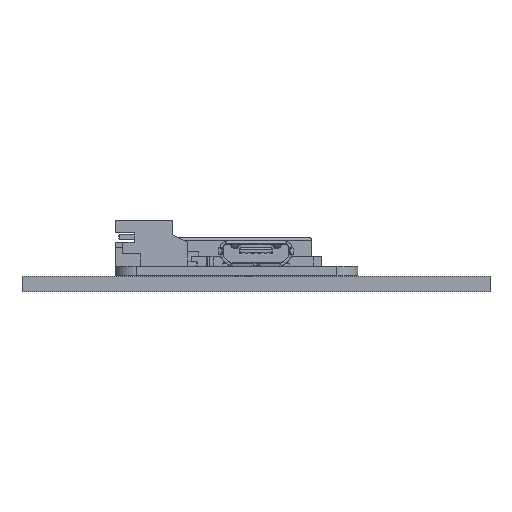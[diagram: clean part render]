
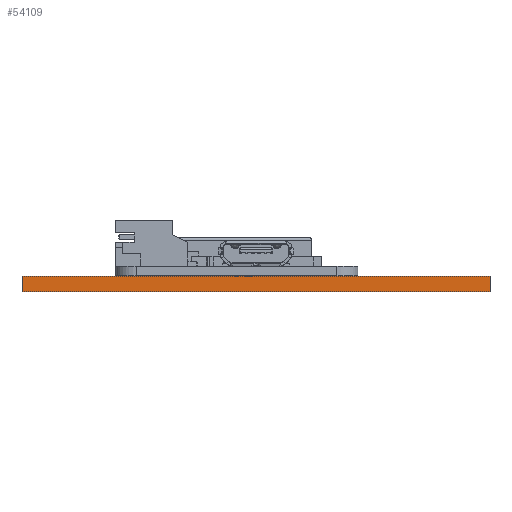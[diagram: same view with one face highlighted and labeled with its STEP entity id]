
A CAD part, front view. The second image highlights one B-rep face of the part: STEP entity #54109.
In plain terms, the highlighted planar face has unit normal (0, -1, 0).
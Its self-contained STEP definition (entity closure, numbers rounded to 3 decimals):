
#54109 = ADVANCED_FACE('',(#54110),#54144,.T.);
#54110 = FACE_BOUND('',#54111,.T.);
#54111 = EDGE_LOOP('',(#54112,#54122,#54130,#54138));
#54112 = ORIENTED_EDGE('',*,*,#54113,.T.);
#54113 = EDGE_CURVE('',#54114,#54116,#54118,.T.);
#54114 = VERTEX_POINT('',#54115);
#54115 = CARTESIAN_POINT('',(178.5,-121.,0.));
#54116 = VERTEX_POINT('',#54117);
#54117 = CARTESIAN_POINT('',(178.5,-121.,1.6));
#54118 = LINE('',#54119,#54120);
#54119 = CARTESIAN_POINT('',(178.5,-121.,0.));
#54120 = VECTOR('',#54121,1.);
#54121 = DIRECTION('',(0.,0.,1.));
#54122 = ORIENTED_EDGE('',*,*,#54123,.T.);
#54123 = EDGE_CURVE('',#54116,#54124,#54126,.T.);
#54124 = VERTEX_POINT('',#54125);
#54125 = CARTESIAN_POINT('',(129.5,-121.,1.6));
#54126 = LINE('',#54127,#54128);
#54127 = CARTESIAN_POINT('',(178.5,-121.,1.6));
#54128 = VECTOR('',#54129,1.);
#54129 = DIRECTION('',(-1.,0.,0.));
#54130 = ORIENTED_EDGE('',*,*,#54131,.F.);
#54131 = EDGE_CURVE('',#54132,#54124,#54134,.T.);
#54132 = VERTEX_POINT('',#54133);
#54133 = CARTESIAN_POINT('',(129.5,-121.,0.));
#54134 = LINE('',#54135,#54136);
#54135 = CARTESIAN_POINT('',(129.5,-121.,0.));
#54136 = VECTOR('',#54137,1.);
#54137 = DIRECTION('',(0.,0.,1.));
#54138 = ORIENTED_EDGE('',*,*,#54139,.F.);
#54139 = EDGE_CURVE('',#54114,#54132,#54140,.T.);
#54140 = LINE('',#54141,#54142);
#54141 = CARTESIAN_POINT('',(178.5,-121.,0.));
#54142 = VECTOR('',#54143,1.);
#54143 = DIRECTION('',(-1.,0.,0.));
#54144 = PLANE('',#54145);
#54145 = AXIS2_PLACEMENT_3D('',#54146,#54147,#54148);
#54146 = CARTESIAN_POINT('',(178.5,-121.,0.));
#54147 = DIRECTION('',(0.,-1.,0.));
#54148 = DIRECTION('',(-1.,0.,0.));
